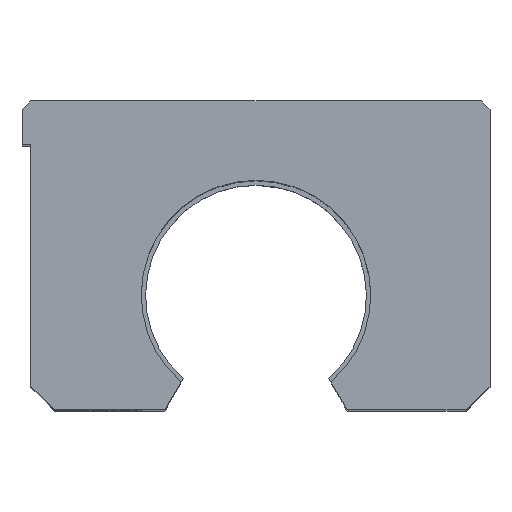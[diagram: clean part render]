
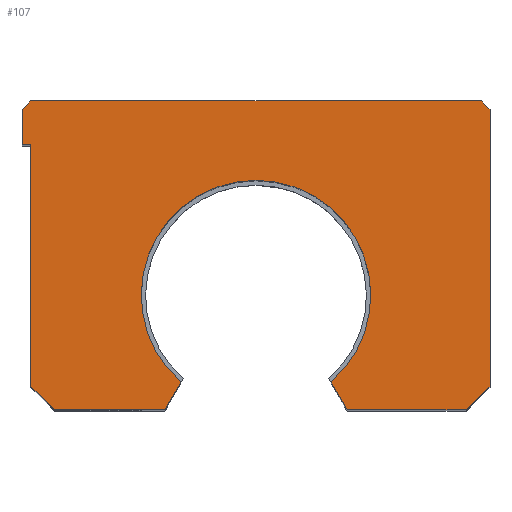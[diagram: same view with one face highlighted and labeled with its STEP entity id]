
A CAD part, top view. The second image highlights one B-rep face of the part: STEP entity #107.
In plain terms, the highlighted planar face has unit normal (0, 0, 1).
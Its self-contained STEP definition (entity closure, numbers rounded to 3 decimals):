
#107 = ADVANCED_FACE( '', ( #212 ), #213, .T. );
#212 = FACE_OUTER_BOUND( '', #363, .T. );
#213 = PLANE( '', #364 );
#363 = EDGE_LOOP( '', ( #680, #681, #682, #683, #684, #685, #686, #687, #688, #689, #690, #691, #692, #693, #694 ) );
#364 = AXIS2_PLACEMENT_3D( '', #695, #696, #697 );
#680 = ORIENTED_EDGE( '', *, *, #1081, .T. );
#681 = ORIENTED_EDGE( '', *, *, #1091, .F. );
#682 = ORIENTED_EDGE( '', *, *, #1092, .F. );
#683 = ORIENTED_EDGE( '', *, *, #1093, .F. );
#684 = ORIENTED_EDGE( '', *, *, #1094, .F. );
#685 = ORIENTED_EDGE( '', *, *, #1095, .F. );
#686 = ORIENTED_EDGE( '', *, *, #1096, .F. );
#687 = ORIENTED_EDGE( '', *, *, #1097, .F. );
#688 = ORIENTED_EDGE( '', *, *, #1098, .F. );
#689 = ORIENTED_EDGE( '', *, *, #1099, .F. );
#690 = ORIENTED_EDGE( '', *, *, #1100, .F. );
#691 = ORIENTED_EDGE( '', *, *, #1101, .F. );
#692 = ORIENTED_EDGE( '', *, *, #1088, .T. );
#693 = ORIENTED_EDGE( '', *, *, #1029, .T. );
#694 = ORIENTED_EDGE( '', *, *, #1102, .T. );
#695 = CARTESIAN_POINT( '', ( 0., 0., 84. ) );
#696 = DIRECTION( '', ( 0., 0., 1. ) );
#697 = DIRECTION( '', ( 1., 0., 0. ) );
#1029 = EDGE_CURVE( '', #1234, #1231, #1235, .T. );
#1081 = EDGE_CURVE( '', #1320, #1318, #1321, .T. );
#1088 = EDGE_CURVE( '', #1331, #1234, #1332, .T. );
#1091 = EDGE_CURVE( '', #1336, #1318, #1337, .T. );
#1092 = EDGE_CURVE( '', #1338, #1336, #1339, .T. );
#1093 = EDGE_CURVE( '', #1340, #1338, #1341, .T. );
#1094 = EDGE_CURVE( '', #1342, #1340, #1343, .T. );
#1095 = EDGE_CURVE( '', #1344, #1342, #1345, .T. );
#1096 = EDGE_CURVE( '', #1346, #1344, #1347, .T. );
#1097 = EDGE_CURVE( '', #1348, #1346, #1349, .T. );
#1098 = EDGE_CURVE( '', #1350, #1348, #1351, .T. );
#1099 = EDGE_CURVE( '', #1352, #1350, #1353, .T. );
#1100 = EDGE_CURVE( '', #1354, #1352, #1355, .T. );
#1101 = EDGE_CURVE( '', #1331, #1354, #1356, .T. );
#1102 = EDGE_CURVE( '', #1231, #1320, #1357, .T. );
#1231 = VERTEX_POINT( '', #1598 );
#1234 = VERTEX_POINT( '', #1602 );
#1235 = CIRCLE( '', #1603, 13. );
#1318 = VERTEX_POINT( '', #1839 );
#1320 = VERTEX_POINT( '', #1842 );
#1321 = LINE( '', #1843, #1844 );
#1331 = VERTEX_POINT( '', #1860 );
#1332 = LINE( '', #1861, #1862 );
#1336 = VERTEX_POINT( '', #1868 );
#1337 = LINE( '', #1869, #1870 );
#1338 = VERTEX_POINT( '', #1871 );
#1339 = LINE( '', #1872, #1873 );
#1340 = VERTEX_POINT( '', #1874 );
#1341 = LINE( '', #1875, #1876 );
#1342 = VERTEX_POINT( '', #1877 );
#1343 = LINE( '', #1878, #1879 );
#1344 = VERTEX_POINT( '', #1880 );
#1345 = LINE( '', #1881, #1882 );
#1346 = VERTEX_POINT( '', #1883 );
#1347 = LINE( '', #1884, #1885 );
#1348 = VERTEX_POINT( '', #1886 );
#1349 = LINE( '', #1887, #1888 );
#1350 = VERTEX_POINT( '', #1889 );
#1351 = LINE( '', #1890, #1891 );
#1352 = VERTEX_POINT( '', #1892 );
#1353 = LINE( '', #1893, #1894 );
#1354 = VERTEX_POINT( '', #1895 );
#1355 = LINE( '', #1896, #1897 );
#1356 = LINE( '', #1898, #1899 );
#1357 = CIRCLE( '', #1900, 13. );
#1598 = CARTESIAN_POINT( '', ( 0., 26., 84. ) );
#1602 = CARTESIAN_POINT( '', ( -8.5, 3.164, 84. ) );
#1603 = AXIS2_PLACEMENT_3D( '', #2103, #2104, #2105 );
#1839 = CARTESIAN_POINT( '', ( 10.327, 0., 84. ) );
#1842 = CARTESIAN_POINT( '', ( 8.5, 3.164, 84. ) );
#1843 = CARTESIAN_POINT( '', ( 9.324, 1.736, 84. ) );
#1844 = VECTOR( '', #2203, 1. );
#1860 = CARTESIAN_POINT( '', ( -10.327, 0., 84. ) );
#1861 = CARTESIAN_POINT( '', ( -3.872, 11.179, 84. ) );
#1862 = VECTOR( '', #2210, 1. );
#1868 = CARTESIAN_POINT( '', ( 23.8, 0., 84. ) );
#1869 = CARTESIAN_POINT( '', ( -22.8, 0., 84. ) );
#1870 = VECTOR( '', #2213, 1. );
#1871 = CARTESIAN_POINT( '', ( 26.5, 2.7, 84. ) );
#1872 = CARTESIAN_POINT( '', ( 23.8, 0., 84. ) );
#1873 = VECTOR( '', #2214, 1. );
#1874 = CARTESIAN_POINT( '', ( 26.5, 34., 84. ) );
#1875 = CARTESIAN_POINT( '', ( 26.5, 2.7, 84. ) );
#1876 = VECTOR( '', #2215, 1. );
#1877 = CARTESIAN_POINT( '', ( 25.5, 35., 84. ) );
#1878 = CARTESIAN_POINT( '', ( 26.5, 34., 84. ) );
#1879 = VECTOR( '', #2216, 1. );
#1880 = CARTESIAN_POINT( '', ( -25.5, 35., 84. ) );
#1881 = CARTESIAN_POINT( '', ( 25.5, 35., 84. ) );
#1882 = VECTOR( '', #2217, 1. );
#1883 = CARTESIAN_POINT( '', ( -26.5, 34., 84. ) );
#1884 = CARTESIAN_POINT( '', ( -25.5, 35., 84. ) );
#1885 = VECTOR( '', #2218, 1. );
#1886 = CARTESIAN_POINT( '', ( -26.5, 30., 84. ) );
#1887 = CARTESIAN_POINT( '', ( -26.5, 34., 84. ) );
#1888 = VECTOR( '', #2219, 1. );
#1889 = CARTESIAN_POINT( '', ( -25.5, 30., 84. ) );
#1890 = CARTESIAN_POINT( '', ( -26.5, 30., 84. ) );
#1891 = VECTOR( '', #2220, 1. );
#1892 = CARTESIAN_POINT( '', ( -25.5, 2.7, 84. ) );
#1893 = CARTESIAN_POINT( '', ( -25.5, 30., 84. ) );
#1894 = VECTOR( '', #2221, 1. );
#1895 = CARTESIAN_POINT( '', ( -22.8, 0., 84. ) );
#1896 = CARTESIAN_POINT( '', ( -25.5, 2.7, 84. ) );
#1897 = VECTOR( '', #2222, 1. );
#1898 = CARTESIAN_POINT( '', ( -22.8, 0., 84. ) );
#1899 = VECTOR( '', #2223, 1. );
#1900 = AXIS2_PLACEMENT_3D( '', #2224, #2225, #2226 );
#2103 = CARTESIAN_POINT( '', ( 0., 13., 84. ) );
#2104 = DIRECTION( '', ( 0., 0., -1. ) );
#2105 = DIRECTION( '', ( 0., 1., 0. ) );
#2203 = DIRECTION( '', ( 0.5, -0.866, 0. ) );
#2210 = DIRECTION( '', ( 0.5, 0.866, 0. ) );
#2213 = DIRECTION( '', ( -1., 0., 0. ) );
#2214 = DIRECTION( '', ( -0.707, -0.707, 0. ) );
#2215 = DIRECTION( '', ( 0., -1., 0. ) );
#2216 = DIRECTION( '', ( 0.707, -0.707, 0. ) );
#2217 = DIRECTION( '', ( 1., 0., 0. ) );
#2218 = DIRECTION( '', ( 0.707, 0.707, 0. ) );
#2219 = DIRECTION( '', ( 0., 1., 0. ) );
#2220 = DIRECTION( '', ( -1., 0., 0. ) );
#2221 = DIRECTION( '', ( 0., 1., 0. ) );
#2222 = DIRECTION( '', ( -0.707, 0.707, 0. ) );
#2223 = DIRECTION( '', ( -1., 0., 0. ) );
#2224 = CARTESIAN_POINT( '', ( 0., 13., 84. ) );
#2225 = DIRECTION( '', ( 0., 0., -1. ) );
#2226 = DIRECTION( '', ( 0., 1., 0. ) );
